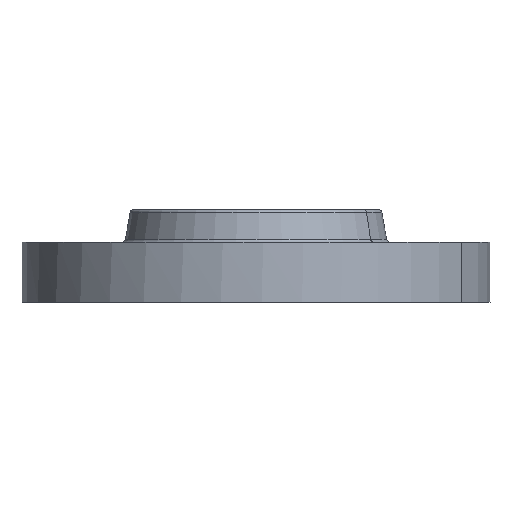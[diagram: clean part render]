
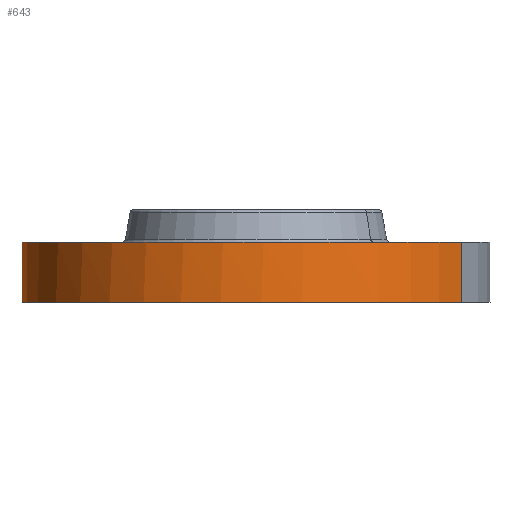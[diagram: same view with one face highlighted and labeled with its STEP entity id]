
A CAD part, left-side view. The second image highlights one B-rep face of the part: STEP entity #643.
In plain terms, the highlighted cylindrical face has radius 104.775 mm (diameter 209.55 mm), a partial arc.
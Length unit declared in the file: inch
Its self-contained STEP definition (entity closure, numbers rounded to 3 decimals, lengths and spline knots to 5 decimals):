
#367=AXIS2_PLACEMENT_3D('Circle Axis2P3D',#365,#366,$) ;
#604=AXIS2_PLACEMENT_3D('Cylinder Axis2P3D',#601,#602,#603) ;
#365=CARTESIAN_POINT('Axis2P3D Location',(0.,0.,0.)) ;
#369=CARTESIAN_POINT('Vertex',(-1.97763,-3.62003,0.)) ;
#371=CARTESIAN_POINT('Vertex',(1.97763,3.62003,0.)) ;
#601=CARTESIAN_POINT('Axis2P3D Location',(0.,0.,0.815)) ;
#606=CARTESIAN_POINT('Line Origine',(-1.97763,-3.62003,0.53)) ;
#610=CARTESIAN_POINT('Vertex',(-1.97763,-3.62003,1.06)) ;
#614=CARTESIAN_POINT('Control Point',(-1.97763,-3.62003,1.06)) ;
#615=CARTESIAN_POINT('Control Point',(-2.54626,-3.30938,1.06)) ;
#616=CARTESIAN_POINT('Control Point',(-3.0539,-2.88709,1.06)) ;
#617=CARTESIAN_POINT('Control Point',(-3.47121,-2.36902,1.06)) ;
#618=CARTESIAN_POINT('Control Point',(-4.08022,-1.19717,1.06)) ;
#619=CARTESIAN_POINT('Control Point',(-4.20091,0.11796,1.06)) ;
#620=CARTESIAN_POINT('Control Point',(-4.12967,0.77937,1.06)) ;
#621=CARTESIAN_POINT('Control Point',(-3.73168,2.03863,1.06)) ;
#622=CARTESIAN_POINT('Control Point',(-2.88709,3.0539,1.06)) ;
#623=CARTESIAN_POINT('Control Point',(-2.36902,3.47121,1.06)) ;
#624=CARTESIAN_POINT('Control Point',(-1.19717,4.08022,1.06)) ;
#625=CARTESIAN_POINT('Control Point',(0.11796,4.20091,1.06)) ;
#626=CARTESIAN_POINT('Control Point',(0.77937,4.12967,1.06)) ;
#627=CARTESIAN_POINT('Control Point',(1.409,3.93067,1.06)) ;
#628=CARTESIAN_POINT('Control Point',(1.97763,3.62003,1.06)) ;
#629=CARTESIAN_POINT('Vertex',(1.97763,3.62003,1.06)) ;
#632=CARTESIAN_POINT('Line Origine',(1.97763,3.62003,0.53)) ;
#366=DIRECTION('Axis2P3D Direction',(0.,0.,-0.039)) ;
#602=DIRECTION('Axis2P3D Direction',(0.,0.,-0.039)) ;
#603=DIRECTION('Axis2P3D XDirection',(-0.019,-0.035,0.)) ;
#607=DIRECTION('Vector Direction',(0.,0.,-0.039)) ;
#633=DIRECTION('Vector Direction',(0.,0.,-0.039)) ;
#608=VECTOR('Line Direction',#607,0.03937) ;
#634=VECTOR('Line Direction',#633,0.03937) ;
#638=ORIENTED_EDGE('',*,*,#373,.F.) ;
#639=ORIENTED_EDGE('',*,*,#612,.T.) ;
#640=ORIENTED_EDGE('',*,*,#631,.T.) ;
#641=ORIENTED_EDGE('',*,*,#636,.F.) ;
#643=ADVANCED_FACE('PartBody',(#642),#605,.T.) ;
#613=B_SPLINE_CURVE_WITH_KNOTS('',5,(#614,#615,#616,#617,#618,#619,#620,#621,#622,#623,#624,#625,#626,#627,#628),.UNSPECIFIED.,.F.,.U.,(6,3,3,3,6),(-164.58019,-82.29009,0.,82.29009,164.58019),.UNSPECIFIED.) ;
#368=CIRCLE('generated circle',#367,4.125) ;
#605=CYLINDRICAL_SURFACE('generated cylinder',#604,4.125) ;
#373=EDGE_CURVE('',#370,#372,#368,.T.) ;
#612=EDGE_CURVE('',#370,#611,#609,.F.) ;
#631=EDGE_CURVE('',#611,#630,#613,.T.) ;
#636=EDGE_CURVE('',#372,#630,#635,.F.) ;
#637=EDGE_LOOP('',(#638,#639,#640,#641)) ;
#642=FACE_OUTER_BOUND('',#637,.T.) ;
#609=LINE('Line',#606,#608) ;
#635=LINE('Line',#632,#634) ;
#370=VERTEX_POINT('',#369) ;
#372=VERTEX_POINT('',#371) ;
#611=VERTEX_POINT('',#610) ;
#630=VERTEX_POINT('',#629) ;
